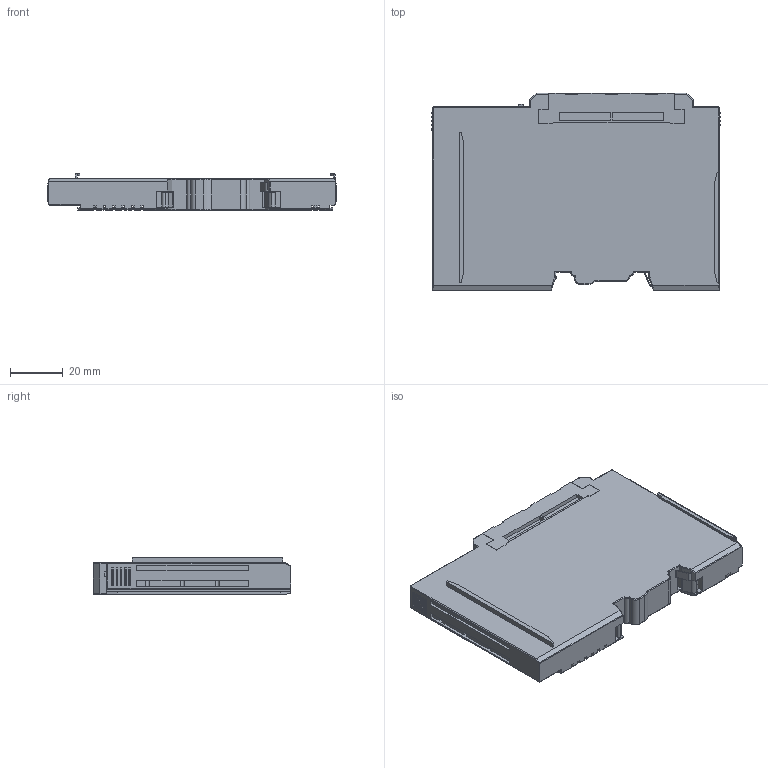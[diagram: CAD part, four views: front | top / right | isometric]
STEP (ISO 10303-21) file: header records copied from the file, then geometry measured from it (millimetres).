
FILE_DESCRIPTION((''),'2;1');
FILE_NAME('SALES_ERNI_32CH','2020-07-02T',('seo'),(''),'CREO PARAMETRIC BY PTC INC, 2016130','CREO PARAMETRIC BY PTC INC, 2016130','');
FILE_SCHEMA(('CONFIG_CONTROL_DESIGN'));
Length unit declared in the file: millimetre
Products named in the file (1): SALES_ERNI_32CH
Bounding box: 109.8 x 75 x 13.9 mm (x, y, z)
Volume: 86454.7 mm3; surface area: 26193.1 mm2
Topology: 1 solids, 5 shells, 1579 faces, 4315 edges, 2840 vertices
Faces by surface type: plane 853, cylinder 580, cone 96, bspline 31, torus 14, sphere 4, extrusion 1
Entity records: 54141 total; most frequent: CARTESIAN_POINT 15149, ORIENTED_EDGE 8630, DIRECTION 7365, EDGE_CURVE 4315, VERTEX_POINT 2840, VECTOR 2625, LINE 2624, AXIS2_PLACEMENT_3D 2370
